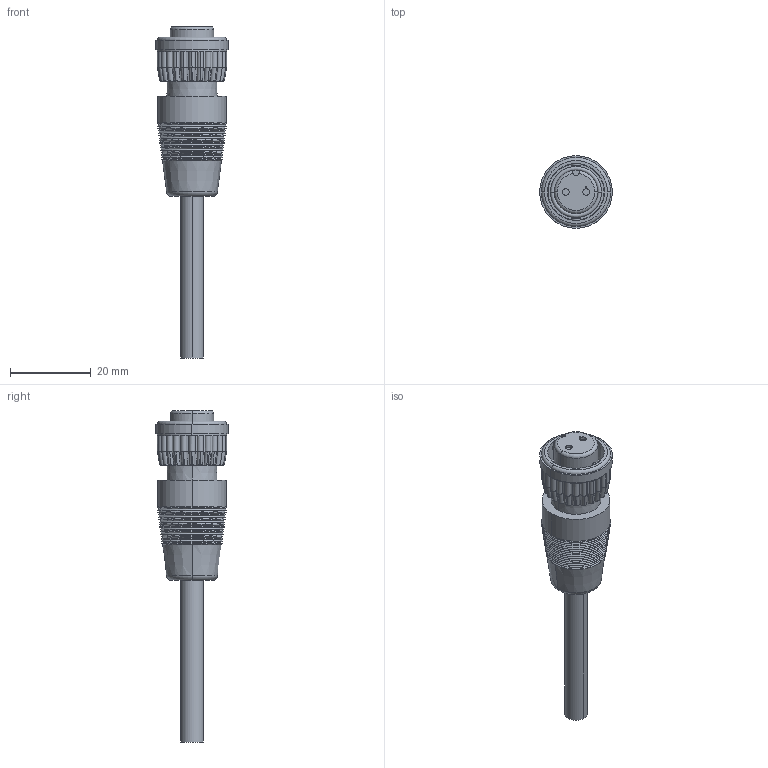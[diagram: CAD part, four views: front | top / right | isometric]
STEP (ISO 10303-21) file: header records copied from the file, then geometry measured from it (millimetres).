
FILE_DESCRIPTION (( 'STEP AP203' ), '1' );
FILE_NAME ('CA62802S07990.STEP', '2017-01-26T22:03:23', ( '' ), ( '' ), 'SwSTEP 2.0', 'SolidWorks 2014', '' );
FILE_SCHEMA (( 'CONFIG_CONTROL_DESIGN' ));
Length unit declared in the file: inch
Products named in the file (2): CA62802S07990
Bounding box: 18.03 x 18.03 x 82.42 mm (x, y, z)
Volume: 8328.9 mm3; surface area: 4083.2 mm2
Topology: 1 solids, 1 shells, 373 faces, 947 edges, 586 vertices
Faces by surface type: cylinder 165, cone 128, plane 45, torus 34, sphere 1
Entity records: 12029 total; most frequent: CARTESIAN_POINT 3559, ORIENTED_EDGE 1888, DIRECTION 1676, EDGE_CURVE 944, AXIS2_PLACEMENT_3D 695, VERTEX_POINT 584, EDGE_LOOP 384, FACE_OUTER_BOUND 373
